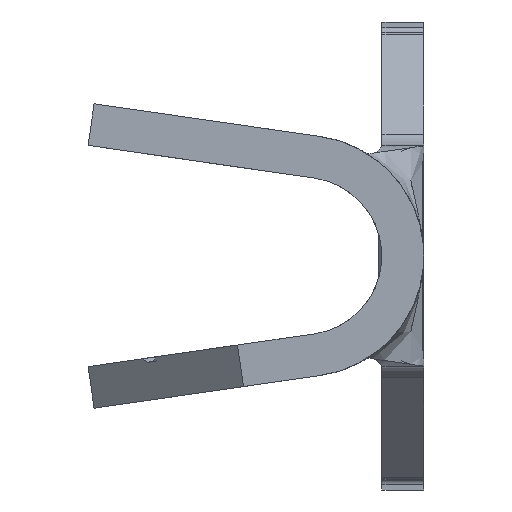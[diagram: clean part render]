
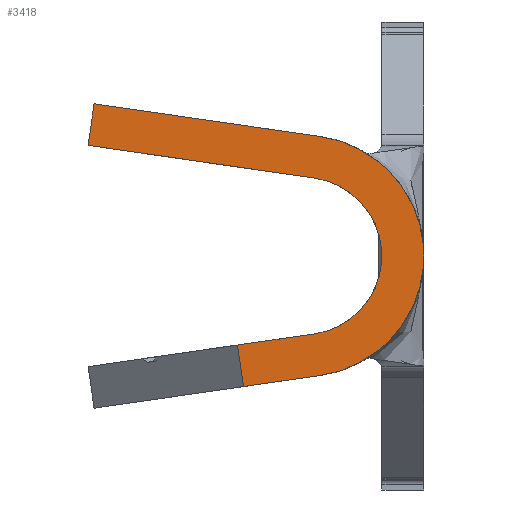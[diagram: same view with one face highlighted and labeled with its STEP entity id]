
A CAD part, left-side view. The second image highlights one B-rep face of the part: STEP entity #3418.
In plain terms, the highlighted planar face has unit normal (-1, 0, 0).
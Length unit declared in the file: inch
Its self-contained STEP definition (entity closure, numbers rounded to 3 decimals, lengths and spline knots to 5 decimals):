
#182 = VERTEX_POINT ( 'NONE', #4852 ) ;
#196 = DIRECTION ( 'NONE',  ( -1., 0., 0. ) ) ;
#309 = VECTOR ( 'NONE', #5644, 39.37008 ) ;
#318 = VECTOR ( 'NONE', #1783, 39.37008 ) ;
#435 = DIRECTION ( 'NONE',  ( 0., 0., -1. ) ) ;
#485 = ORIENTED_EDGE ( 'NONE', *, *, #5632, .F. ) ;
#760 = DIRECTION ( 'NONE',  ( 0., 0., -1. ) ) ;
#886 = CARTESIAN_POINT ( 'NONE',  ( -0.74, 0.09855, -0.11382 ) ) ;
#1016 = VERTEX_POINT ( 'NONE', #5283 ) ;
#1068 = ORIENTED_EDGE ( 'NONE', *, *, #2948, .T. ) ;
#1169 = VECTOR ( 'NONE', #3967, 39.37008 ) ;
#1179 = LINE ( 'NONE', #5663, #3519 ) ;
#1204 = VERTEX_POINT ( 'NONE', #1863 ) ;
#1279 = CARTESIAN_POINT ( 'NONE',  ( -0.74, 0.32, 0.10541 ) ) ;
#1477 = EDGE_CURVE ( 'NONE', #182, #5432, #3984, .T. ) ;
#1744 = CIRCLE ( 'NONE', #2549, 0.115 ) ;
#1783 = DIRECTION ( 'NONE',  ( 0., -0.143, 0.99 ) ) ;
#1839 = VECTOR ( 'NONE', #2741, 39.37008 ) ;
#1863 = CARTESIAN_POINT ( 'NONE',  ( -0.74, 0.32, 0.10541 ) ) ;
#2000 = ORIENTED_EDGE ( 'NONE', *, *, #3340, .F. ) ;
#2012 = CARTESIAN_POINT ( 'NONE',  ( -0.74, 0.1719, -0.12442 ) ) ;
#2132 = CARTESIAN_POINT ( 'NONE',  ( -0.74, 0.10427, -0.07423 ) ) ;
#2413 = EDGE_CURVE ( 'NONE', #1016, #4896, #5193, .T. ) ;
#2506 = LINE ( 'NONE', #4473, #1169 ) ;
#2549 = AXIS2_PLACEMENT_3D ( 'NONE', #6464, #3427, #435 ) ;
#2741 = DIRECTION ( 'NONE',  ( 0., -0.99, -0.143 ) ) ;
#2835 = EDGE_CURVE ( 'NONE', #1204, #5142, #3121, .T. ) ;
#2915 = AXIS2_PLACEMENT_3D ( 'NONE', #3259, #3755, #760 ) ;
#2948 = EDGE_CURVE ( 'NONE', #182, #4896, #2506, .T. ) ;
#2991 = LINE ( 'NONE', #5763, #1839 ) ;
#3059 = VERTEX_POINT ( 'NONE', #3601 ) ;
#3121 = LINE ( 'NONE', #1279, #318 ) ;
#3141 = DIRECTION ( 'NONE',  ( 0., 0.99, 0.143 ) ) ;
#3185 = CARTESIAN_POINT ( 'NONE',  ( -0.74, 0.115, 0. ) ) ;
#3259 = CARTESIAN_POINT ( 'NONE',  ( -0.74, 0.115, 0. ) ) ;
#3340 = EDGE_CURVE ( 'NONE', #4183, #1204, #1179, .T. ) ;
#3368 = FACE_OUTER_BOUND ( 'NONE', #6406, .T. ) ;
#3418 = ADVANCED_FACE ( 'NONE', ( #3368 ), #6285, .F. ) ;
#3427 = DIRECTION ( 'NONE',  ( 1., 0., 0. ) ) ;
#3519 = VECTOR ( 'NONE', #3141, 39.37008 ) ;
#3532 = ORIENTED_EDGE ( 'NONE', *, *, #1477, .F. ) ;
#3601 = CARTESIAN_POINT ( 'NONE',  ( -0.74, 0.09855, 0.11382 ) ) ;
#3691 = DIRECTION ( 'NONE',  ( 0., 0., -1. ) ) ;
#3755 = DIRECTION ( 'NONE',  ( 1., 0., 0. ) ) ;
#3967 = DIRECTION ( 'NONE',  ( 0., -0.143, -0.99 ) ) ;
#3984 = LINE ( 'NONE', #2132, #309 ) ;
#4023 = ORIENTED_EDGE ( 'NONE', *, *, #4611, .F. ) ;
#4183 = VERTEX_POINT ( 'NONE', #6101 ) ;
#4325 = EDGE_CURVE ( 'NONE', #5142, #3059, #2991, .T. ) ;
#4417 = ORIENTED_EDGE ( 'NONE', *, *, #2835, .F. ) ;
#4473 = CARTESIAN_POINT ( 'NONE',  ( -0.74, 0.17762, -0.08483 ) ) ;
#4611 = EDGE_CURVE ( 'NONE', #3059, #1016, #1744, .T. ) ;
#4852 = CARTESIAN_POINT ( 'NONE',  ( -0.74, 0.17762, -0.08483 ) ) ;
#4896 = VERTEX_POINT ( 'NONE', #2012 ) ;
#5015 = AXIS2_PLACEMENT_3D ( 'NONE', #3185, #196, #3691 ) ;
#5037 = CIRCLE ( 'NONE', #5015, 0.075 ) ;
#5142 = VERTEX_POINT ( 'NONE', #6235 ) ;
#5193 = LINE ( 'NONE', #886, #6218 ) ;
#5283 = CARTESIAN_POINT ( 'NONE',  ( -0.74, 0.09855, -0.11382 ) ) ;
#5432 = VERTEX_POINT ( 'NONE', #5950 ) ;
#5632 = EDGE_CURVE ( 'NONE', #5432, #4183, #5037, .T. ) ;
#5644 = DIRECTION ( 'NONE',  ( 0., -0.99, 0.143 ) ) ;
#5663 = CARTESIAN_POINT ( 'NONE',  ( -0.74, 0.10427, 0.07423 ) ) ;
#5763 = CARTESIAN_POINT ( 'NONE',  ( -0.74, 0.09855, 0.11382 ) ) ;
#5950 = CARTESIAN_POINT ( 'NONE',  ( -0.74, 0.10427, -0.07423 ) ) ;
#6101 = CARTESIAN_POINT ( 'NONE',  ( -0.74, 0.10427, 0.07423 ) ) ;
#6218 = VECTOR ( 'NONE', #6431, 39.37008 ) ;
#6235 = CARTESIAN_POINT ( 'NONE',  ( -0.74, 0.31428, 0.145 ) ) ;
#6285 = PLANE ( 'NONE',  #2915 ) ;
#6344 = ORIENTED_EDGE ( 'NONE', *, *, #2413, .F. ) ;
#6390 = ORIENTED_EDGE ( 'NONE', *, *, #4325, .F. ) ;
#6406 = EDGE_LOOP ( 'NONE', ( #3532, #1068, #6344, #4023, #6390, #4417, #2000, #485 ) ) ;
#6431 = DIRECTION ( 'NONE',  ( 0., 0.99, -0.143 ) ) ;
#6464 = CARTESIAN_POINT ( 'NONE',  ( -0.74, 0.115, 0. ) ) ;
